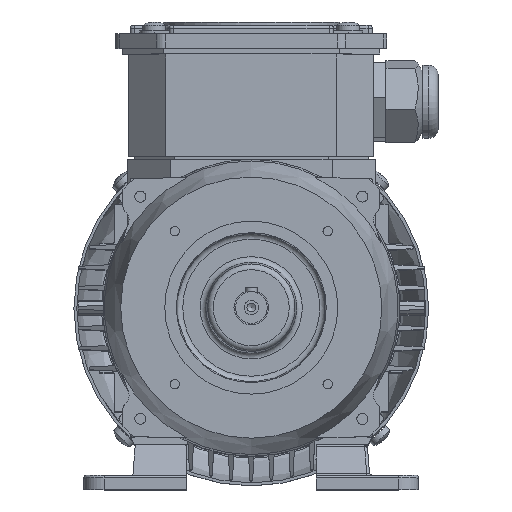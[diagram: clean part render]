
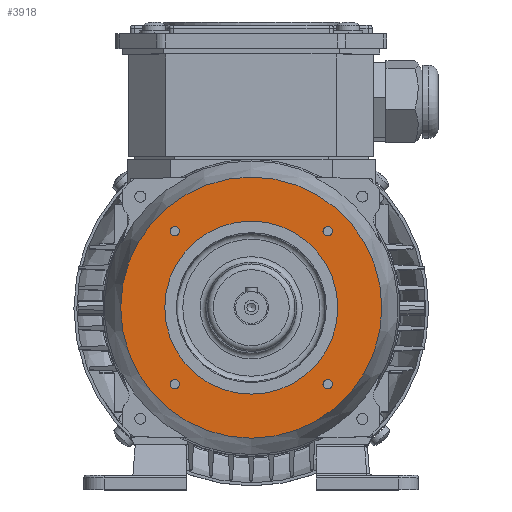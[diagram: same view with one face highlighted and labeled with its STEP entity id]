
A CAD part, top view. The second image highlights one B-rep face of the part: STEP entity #3918.
In plain terms, the highlighted planar face has unit normal (0, 0, 1).
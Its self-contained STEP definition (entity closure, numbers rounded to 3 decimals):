
#696=PLANE('',#31738);
#2935=FACE_BOUND('',#6761,.T.);
#2936=FACE_BOUND('',#6762,.T.);
#2937=FACE_BOUND('',#6763,.T.);
#2938=FACE_BOUND('',#6764,.T.);
#2939=FACE_BOUND('',#6765,.T.);
#2940=FACE_BOUND('',#6766,.T.);
#3918=ADVANCED_FACE('',(#2935,#2936,#2937,#2938,#2939,#2940),#696,.F.);
#6761=EDGE_LOOP('',(#11960));
#6762=EDGE_LOOP('',(#11961));
#6763=EDGE_LOOP('',(#11962));
#6764=EDGE_LOOP('',(#11963));
#6765=EDGE_LOOP('',(#11964));
#6766=EDGE_LOOP('',(#11965));
#8210=CIRCLE('',#31608,1.65);
#8212=CIRCLE('',#31612,1.65);
#8214=CIRCLE('',#31616,1.65);
#8274=CIRCLE('',#31726,30.);
#8278=CIRCLE('',#31735,1.65);
#8279=CIRCLE('',#31737,45.264);
#11960=ORIENTED_EDGE('',*,*,#21836,.F.);
#11961=ORIENTED_EDGE('',*,*,#21830,.F.);
#11962=ORIENTED_EDGE('',*,*,#21692,.T.);
#11963=ORIENTED_EDGE('',*,*,#21690,.T.);
#11964=ORIENTED_EDGE('',*,*,#21835,.T.);
#11965=ORIENTED_EDGE('',*,*,#21688,.T.);
#17910=VERTEX_POINT('',#45616);
#17912=VERTEX_POINT('',#45622);
#17914=VERTEX_POINT('',#45628);
#18014=VERTEX_POINT('',#45975);
#18018=VERTEX_POINT('',#45992);
#18019=VERTEX_POINT('',#45995);
#21688=EDGE_CURVE('',#17910,#17910,#8210,.T.);
#21690=EDGE_CURVE('',#17912,#17912,#8212,.T.);
#21692=EDGE_CURVE('',#17914,#17914,#8214,.T.);
#21830=EDGE_CURVE('',#18014,#18014,#8274,.T.);
#21835=EDGE_CURVE('',#18018,#18018,#8278,.T.);
#21836=EDGE_CURVE('',#18019,#18019,#8279,.T.);
#31608=AXIS2_PLACEMENT_3D('',#45615,#36422,#36423);
#31612=AXIS2_PLACEMENT_3D('',#45621,#36430,#36431);
#31616=AXIS2_PLACEMENT_3D('',#45627,#36438,#36439);
#31726=AXIS2_PLACEMENT_3D('',#45974,#36714,#36715);
#31735=AXIS2_PLACEMENT_3D('',#45991,#36732,#36733);
#31737=AXIS2_PLACEMENT_3D('',#45994,#36736,#36737);
#31738=AXIS2_PLACEMENT_3D('',#45996,#36738,#36739);
#36422=DIRECTION('',(0.,0.,-1.));
#36423=DIRECTION('',(0.,1.,0.));
#36430=DIRECTION('',(0.,0.,-1.));
#36431=DIRECTION('',(0.,1.,0.));
#36438=DIRECTION('',(0.,0.,-1.));
#36439=DIRECTION('',(0.,1.,0.));
#36714=DIRECTION('',(0.,0.,1.));
#36715=DIRECTION('',(0.,1.,0.));
#36732=DIRECTION('',(0.,0.,-1.));
#36733=DIRECTION('',(0.,1.,0.));
#36736=DIRECTION('',(0.,0.,-1.));
#36737=DIRECTION('',(0.,-1.,0.));
#36738=DIRECTION('',(0.,0.,-1.));
#36739=DIRECTION('',(0.,1.,0.));
#45615=CARTESIAN_POINT('',(42.753,64.771,42.2));
#45616=CARTESIAN_POINT('',(42.753,66.421,42.2));
#45621=CARTESIAN_POINT('',(-10.28,11.738,42.2));
#45622=CARTESIAN_POINT('',(-10.28,13.388,42.2));
#45627=CARTESIAN_POINT('',(42.739,11.723,42.2));
#45628=CARTESIAN_POINT('',(42.739,13.373,42.2));
#45974=CARTESIAN_POINT('',(16.237,38.255,42.2));
#45975=CARTESIAN_POINT('',(16.237,68.255,42.2));
#45991=CARTESIAN_POINT('',(-10.28,64.771,42.2));
#45992=CARTESIAN_POINT('',(-10.28,66.421,42.2));
#45994=CARTESIAN_POINT('',(16.237,38.255,42.2));
#45995=CARTESIAN_POINT('',(16.237,-7.009,42.2));
#45996=CARTESIAN_POINT('',(-56.195,-9.801,42.2));
